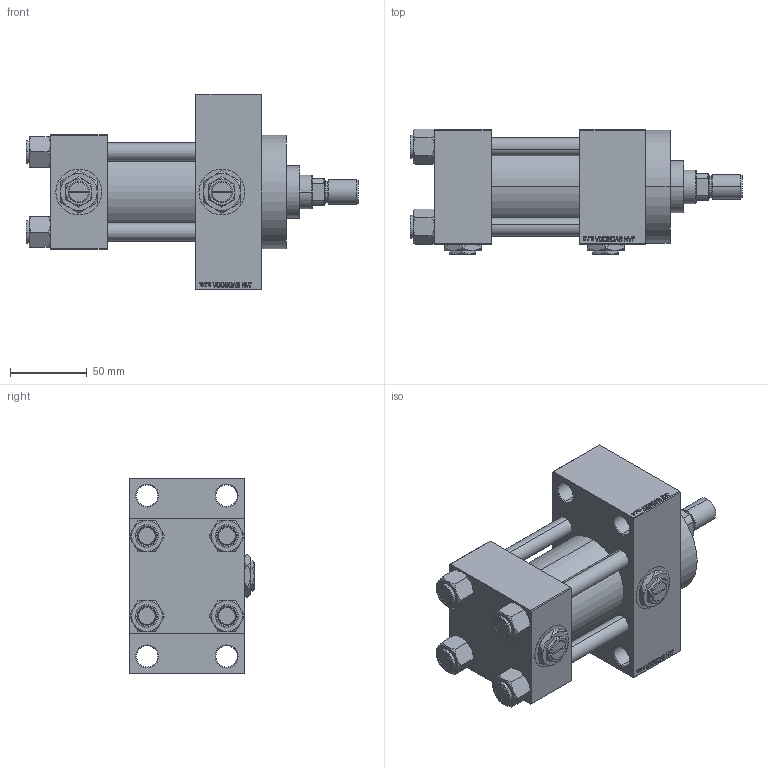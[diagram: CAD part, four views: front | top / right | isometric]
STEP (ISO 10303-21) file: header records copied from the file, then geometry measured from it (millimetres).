
FILE_DESCRIPTION (( 'STEP AP203' ), '1' );
FILE_NAME ('d2c7.STEP', '2025-07-29T09:38:21', ( '' ), ( '' ), 'SwSTEP 2.0', 'SolidWorks 2019', '' );
FILE_SCHEMA (( 'CONFIG_CONTROL_DESIGN' ));
Length unit declared in the file: millimetre
Products named in the file (8): ROD_END_AH 7f19b4b912431584f8ccd2ac3dcfde95; V215CR_VCP_D 7f19b4b912431584f8ccd2ac3dcfde95; Zatka_pro_OIL_PORT 7f19b4b912431584f8ccd2ac3dcfde95; d2c7; V215CR_D_TYCINKA 7f19b4b912431584f8ccd2ac3dcfde95; V215_VC_A 7f19b4b912431584f8ccd2ac3dcfde95; V215CR_D_Body 7f19b4b912431584f8ccd2ac3dcfde95; NUT_M5_D 7f19b4b912431584f8ccd2ac3dcfde95
Assembly tree (14 placements, depth 2):
  d2c7
    V215CR_D_Body 7f19b4b912431584f8ccd2ac3dcfde95
    V215CR_VCP_D 7f19b4b912431584f8ccd2ac3dcfde95
    NUT_M5_D 7f19b4b912431584f8ccd2ac3dcfde95  x4
    V215CR_D_TYCINKA 7f19b4b912431584f8ccd2ac3dcfde95  x4
    V215_VC_A 7f19b4b912431584f8ccd2ac3dcfde95
    ROD_END_AH 7f19b4b912431584f8ccd2ac3dcfde95
    Zatka_pro_OIL_PORT 7f19b4b912431584f8ccd2ac3dcfde95  x2
Bounding box: 217 x 82.27 x 128 mm (x, y, z)
Volume: 806486.7 mm3; surface area: 170723.9 mm2
Topology: 14 solids, 14 shells, 1219 faces, 3010 edges, 1937 vertices
Faces by surface type: plane 549, bspline 368, cone 188, cylinder 104, torus 10
Entity records: 49750 total; most frequent: CARTESIAN_POINT 25770, ORIENTED_EDGE 5320, DIRECTION 3526, EDGE_CURVE 2660, VERTEX_POINT 1735, LINE 1560, VECTOR 1560, EDGE_LOOP 1197
